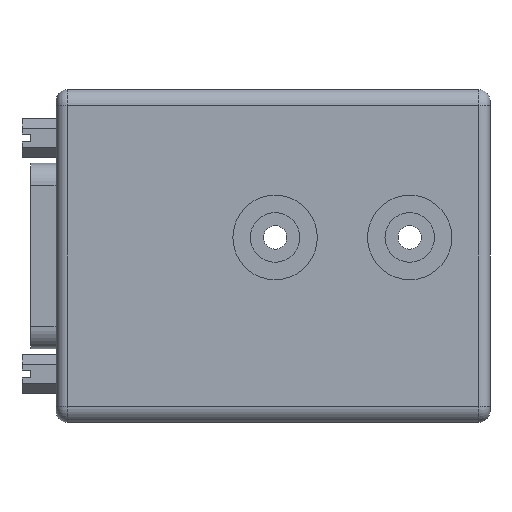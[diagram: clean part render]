
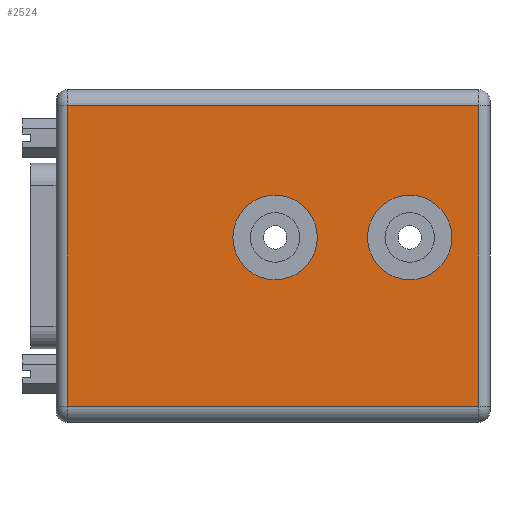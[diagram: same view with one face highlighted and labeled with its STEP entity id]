
A CAD part, front view. The second image highlights one B-rep face of the part: STEP entity #2524.
In plain terms, the highlighted planar face has unit normal (0, -1, 0).
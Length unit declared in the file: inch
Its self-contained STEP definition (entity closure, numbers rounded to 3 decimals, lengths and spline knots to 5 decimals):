
#177 = DIRECTION ( 'NONE',  ( 0., 1., 0. ) ) ;
#238 = CIRCLE ( 'NONE', #1661, 0.2345 ) ;
#363 = EDGE_CURVE ( 'NONE', #4742, #2515, #5937, .T. ) ;
#543 = FACE_OUTER_BOUND ( 'NONE', #1761, .T. ) ;
#670 = CIRCLE ( 'NONE', #2674, 0.2345 ) ;
#715 = CARTESIAN_POINT ( 'NONE',  ( 2.3485, 0., -0.09 ) ) ;
#844 = FACE_BOUND ( 'NONE', #3086, .T. ) ;
#891 = EDGE_LOOP ( 'NONE', ( #6502, #4422 ) ) ;
#1022 = CARTESIAN_POINT ( 'NONE',  ( 1.217, 0., -0.822 ) ) ;
#1049 = VECTOR ( 'NONE', #2846, 39.37008 ) ;
#1118 = VECTOR ( 'NONE', #5059, 39.37008 ) ;
#1132 = VERTEX_POINT ( 'NONE', #4571 ) ;
#1217 = AXIS2_PLACEMENT_3D ( 'NONE', #5931, #2832, #6446 ) ;
#1271 = ORIENTED_EDGE ( 'NONE', *, *, #5666, .T. ) ;
#1374 = DIRECTION ( 'NONE',  ( 0., -1., 0. ) ) ;
#1424 = CARTESIAN_POINT ( 'NONE',  ( 2.3485, 0., -0.09 ) ) ;
#1462 = DIRECTION ( 'NONE',  ( -1., 0., 0. ) ) ;
#1523 = CARTESIAN_POINT ( 'NONE',  ( 1.965, 0., -0.822 ) ) ;
#1559 = DIRECTION ( 'NONE',  ( 0., 0., 1. ) ) ;
#1561 = CARTESIAN_POINT ( 'NONE',  ( 0.0625, 0., -0.09 ) ) ;
#1661 = AXIS2_PLACEMENT_3D ( 'NONE', #1523, #5169, #2040 ) ;
#1761 = EDGE_LOOP ( 'NONE', ( #2887, #1271, #5594, #2231 ) ) ;
#1810 = CARTESIAN_POINT ( 'NONE',  ( 1.965, 0., -0.5875 ) ) ;
#1827 = AXIS2_PLACEMENT_3D ( 'NONE', #6377, #177, #3798 ) ;
#1873 = EDGE_CURVE ( 'NONE', #3103, #1132, #238, .T. ) ;
#1895 = VERTEX_POINT ( 'NONE', #3111 ) ;
#1903 = FACE_BOUND ( 'NONE', #891, .T. ) ;
#1976 = CARTESIAN_POINT ( 'NONE',  ( 2.411, 0., -0.09 ) ) ;
#2040 = DIRECTION ( 'NONE',  ( 0., 0., 1. ) ) ;
#2160 = CARTESIAN_POINT ( 'NONE',  ( 2.3485, 0., -1.76 ) ) ;
#2175 = EDGE_CURVE ( 'NONE', #3024, #4742, #6234, .T. ) ;
#2231 = ORIENTED_EDGE ( 'NONE', *, *, #363, .T. ) ;
#2515 = VERTEX_POINT ( 'NONE', #5862 ) ;
#2524 = ADVANCED_FACE ( 'NONE', ( #543, #1903, #844 ), #4302, .F. ) ;
#2674 = AXIS2_PLACEMENT_3D ( 'NONE', #1022, #4670, #1559 ) ;
#2832 = DIRECTION ( 'NONE',  ( 0., -1., 0. ) ) ;
#2846 = DIRECTION ( 'NONE',  ( -1., 0., 0. ) ) ;
#2887 = ORIENTED_EDGE ( 'NONE', *, *, #6353, .F. ) ;
#2992 = CARTESIAN_POINT ( 'NONE',  ( 1.217, 0., -1.0565 ) ) ;
#3024 = VERTEX_POINT ( 'NONE', #715 ) ;
#3086 = EDGE_LOOP ( 'NONE', ( #5383, #5645 ) ) ;
#3103 = VERTEX_POINT ( 'NONE', #1810 ) ;
#3111 = CARTESIAN_POINT ( 'NONE',  ( 1.217, 0., -0.5875 ) ) ;
#3467 = VECTOR ( 'NONE', #1462, 39.37008 ) ;
#3798 = DIRECTION ( 'NONE',  ( 0., 0., 1. ) ) ;
#3827 = LINE ( 'NONE', #3876, #1049 ) ;
#3876 = CARTESIAN_POINT ( 'NONE',  ( 2.411, 0., -1.76 ) ) ;
#3936 = VERTEX_POINT ( 'NONE', #2160 ) ;
#4302 = PLANE ( 'NONE',  #1827 ) ;
#4392 = CIRCLE ( 'NONE', #6226, 0.2345 ) ;
#4422 = ORIENTED_EDGE ( 'NONE', *, *, #6444, .F. ) ;
#4489 = CARTESIAN_POINT ( 'NONE',  ( 1.217, 0., -0.822 ) ) ;
#4571 = CARTESIAN_POINT ( 'NONE',  ( 1.965, 0., -1.0565 ) ) ;
#4608 = VERTEX_POINT ( 'NONE', #2992 ) ;
#4670 = DIRECTION ( 'NONE',  ( 0., -1., 0. ) ) ;
#4742 = VERTEX_POINT ( 'NONE', #1561 ) ;
#5000 = DIRECTION ( 'NONE',  ( 0., 0., 1. ) ) ;
#5059 = DIRECTION ( 'NONE',  ( 0., 0., 1. ) ) ;
#5108 = LINE ( 'NONE', #1424, #1118 ) ;
#5169 = DIRECTION ( 'NONE',  ( 0., -1., 0. ) ) ;
#5312 = CARTESIAN_POINT ( 'NONE',  ( 0.0625, 0., -0.09 ) ) ;
#5383 = ORIENTED_EDGE ( 'NONE', *, *, #1873, .F. ) ;
#5503 = EDGE_CURVE ( 'NONE', #1132, #3103, #5776, .T. ) ;
#5594 = ORIENTED_EDGE ( 'NONE', *, *, #2175, .T. ) ;
#5601 = VECTOR ( 'NONE', #5827, 39.37008 ) ;
#5645 = ORIENTED_EDGE ( 'NONE', *, *, #5503, .F. ) ;
#5666 = EDGE_CURVE ( 'NONE', #3936, #3024, #5108, .T. ) ;
#5776 = CIRCLE ( 'NONE', #1217, 0.2345 ) ;
#5827 = DIRECTION ( 'NONE',  ( 0., 0., -1. ) ) ;
#5862 = CARTESIAN_POINT ( 'NONE',  ( 0.0625, 0., -1.76 ) ) ;
#5931 = CARTESIAN_POINT ( 'NONE',  ( 1.965, 0., -0.822 ) ) ;
#5937 = LINE ( 'NONE', #5312, #5601 ) ;
#6069 = EDGE_CURVE ( 'NONE', #1895, #4608, #670, .T. ) ;
#6226 = AXIS2_PLACEMENT_3D ( 'NONE', #4489, #1374, #5000 ) ;
#6234 = LINE ( 'NONE', #1976, #3467 ) ;
#6353 = EDGE_CURVE ( 'NONE', #3936, #2515, #3827, .T. ) ;
#6377 = CARTESIAN_POINT ( 'NONE',  ( 2.411, 0., -0.09 ) ) ;
#6444 = EDGE_CURVE ( 'NONE', #4608, #1895, #4392, .T. ) ;
#6446 = DIRECTION ( 'NONE',  ( 0., 0., 1. ) ) ;
#6502 = ORIENTED_EDGE ( 'NONE', *, *, #6069, .F. ) ;
